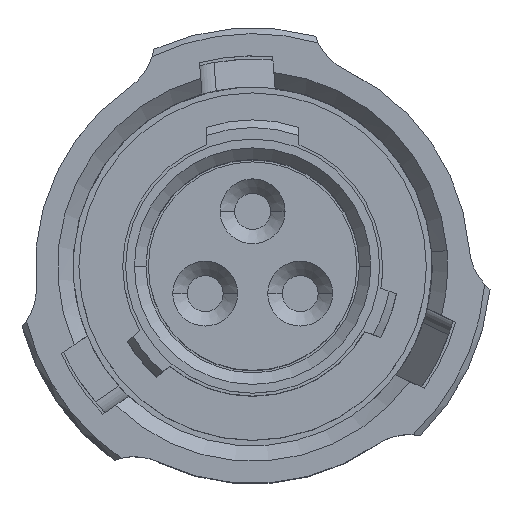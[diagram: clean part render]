
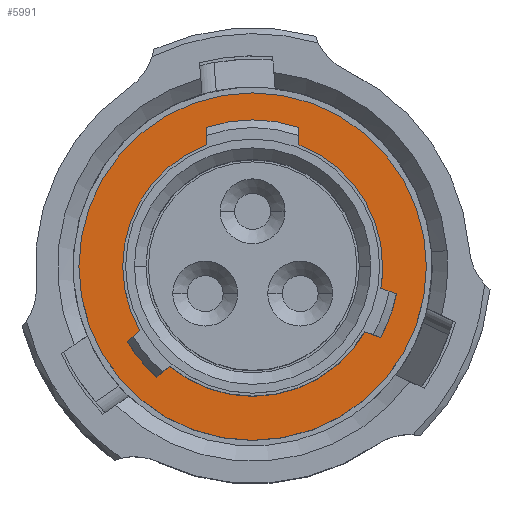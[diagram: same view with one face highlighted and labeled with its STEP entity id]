
A CAD part, top view. The second image highlights one B-rep face of the part: STEP entity #5991.
In plain terms, the highlighted planar face has unit normal (0, 0, 1).
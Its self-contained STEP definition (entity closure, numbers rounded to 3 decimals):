
#32 = CARTESIAN_POINT ( 'NONE',  ( 4.5, 0., -6.6 ) ) ;
#868 = DIRECTION ( 'NONE',  ( 0., 0., -1. ) ) ;
#1061 = VERTEX_POINT ( 'NONE', #32 ) ;
#1520 = DIRECTION ( 'NONE',  ( 0., 0., 1. ) ) ;
#1787 = DIRECTION ( 'NONE',  ( 0., 0., 1. ) ) ;
#1936 = CARTESIAN_POINT ( 'NONE',  ( 3.29, 0., -6.6 ) ) ;
#2036 = VERTEX_POINT ( 'NONE', #14350 ) ;
#2487 = ORIENTED_EDGE ( 'NONE', *, *, #3819, .T. ) ;
#2801 = VERTEX_POINT ( 'NONE', #1936 ) ;
#3117 = PLANE ( 'NONE',  #11804 ) ;
#3564 = ORIENTED_EDGE ( 'NONE', *, *, #8206, .F. ) ;
#3819 = EDGE_CURVE ( 'NONE', #1061, #13474, #11443, .T. ) ;
#4001 = CARTESIAN_POINT ( 'NONE',  ( 0., 0., -6.6 ) ) ;
#4036 = CARTESIAN_POINT ( 'NONE',  ( 0., 0., -6.6 ) ) ;
#4927 = CIRCLE ( 'NONE', #7477, 3.29 ) ;
#5005 = FACE_OUTER_BOUND ( 'NONE', #7696, .T. ) ;
#5145 = DIRECTION ( 'NONE',  ( 1., 0., 0. ) ) ;
#5174 = ORIENTED_EDGE ( 'NONE', *, *, #14374, .T. ) ;
#5189 = DIRECTION ( 'NONE',  ( 1., 0., 0. ) ) ;
#5337 = AXIS2_PLACEMENT_3D ( 'NONE', #4036, #11991, #5189 ) ;
#5991 = ADVANCED_FACE ( 'NONE', ( #13722, #5005 ), #3117, .F. ) ;
#6625 = CARTESIAN_POINT ( 'NONE',  ( -4.5, 0., -6.6 ) ) ;
#7477 = AXIS2_PLACEMENT_3D ( 'NONE', #8563, #1787, #9734 ) ;
#7524 = EDGE_CURVE ( 'NONE', #2036, #2801, #4927, .T. ) ;
#7647 = CARTESIAN_POINT ( 'NONE',  ( 0., 3.29, -6.6 ) ) ;
#7696 = EDGE_LOOP ( 'NONE', ( #2487, #5174 ) ) ;
#8206 = EDGE_CURVE ( 'NONE', #2801, #2036, #10358, .T. ) ;
#8293 = CARTESIAN_POINT ( 'NONE',  ( 0., 0., -6.6 ) ) ;
#8563 = CARTESIAN_POINT ( 'NONE',  ( 0., 0., -6.6 ) ) ;
#8773 = AXIS2_PLACEMENT_3D ( 'NONE', #4001, #11949, #5145 ) ;
#8781 = DIRECTION ( 'NONE',  ( -1., 0., 0. ) ) ;
#9462 = DIRECTION ( 'NONE',  ( 1., 0., 0. ) ) ;
#9734 = DIRECTION ( 'NONE',  ( 1., 0., 0. ) ) ;
#10358 = CIRCLE ( 'NONE', #5337, 3.29 ) ;
#11443 = CIRCLE ( 'NONE', #14495, 4.5 ) ;
#11804 = AXIS2_PLACEMENT_3D ( 'NONE', #7647, #868, #8781 ) ;
#11949 = DIRECTION ( 'NONE',  ( 0., 0., 1. ) ) ;
#11991 = DIRECTION ( 'NONE',  ( 0., 0., 1. ) ) ;
#12678 = EDGE_LOOP ( 'NONE', ( #3564, #13376 ) ) ;
#12879 = CIRCLE ( 'NONE', #8773, 4.5 ) ;
#13376 = ORIENTED_EDGE ( 'NONE', *, *, #7524, .F. ) ;
#13474 = VERTEX_POINT ( 'NONE', #6625 ) ;
#13722 = FACE_BOUND ( 'NONE', #12678, .T. ) ;
#14350 = CARTESIAN_POINT ( 'NONE',  ( -3.29, 0., -6.6 ) ) ;
#14374 = EDGE_CURVE ( 'NONE', #13474, #1061, #12879, .T. ) ;
#14495 = AXIS2_PLACEMENT_3D ( 'NONE', #8293, #1520, #9462 ) ;
